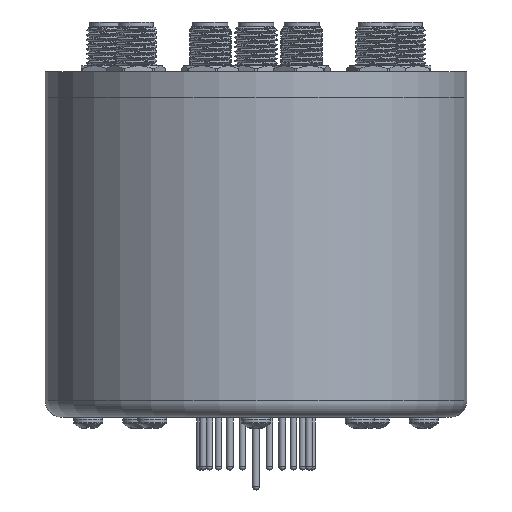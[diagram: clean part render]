
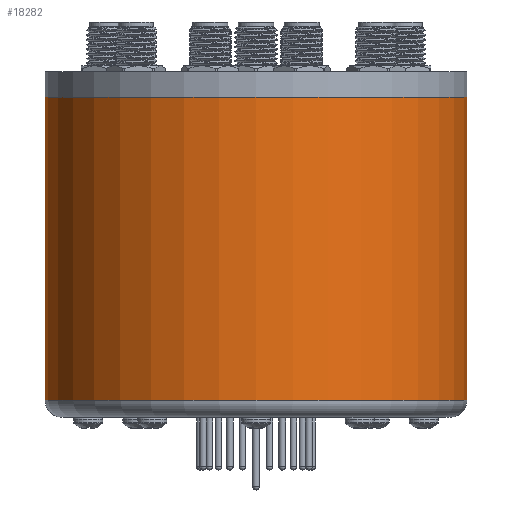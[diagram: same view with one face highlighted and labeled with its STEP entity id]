
A CAD part, front view. The second image highlights one B-rep face of the part: STEP entity #18282.
In plain terms, the highlighted cylindrical face has radius 31.75 mm (diameter 63.5 mm), a full revolution.
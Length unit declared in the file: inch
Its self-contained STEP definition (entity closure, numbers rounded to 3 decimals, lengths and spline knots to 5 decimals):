
#84 = DIRECTION ( 'NONE',  ( -0.783, 0.622, 0. ) ) ;
#189 = CARTESIAN_POINT ( 'NONE',  ( 0.97908, 0.77711, -1.73253 ) ) ;
#649 = DIRECTION ( 'NONE',  ( 0., 0., 1. ) ) ;
#755 = EDGE_CURVE ( 'NONE', #39880, #39880, #12596, .T. ) ;
#1192 = CIRCLE ( 'NONE', #24757, 1.25 ) ;
#1739 = EDGE_CURVE ( 'NONE', #3019, #19836, #1192, .T. ) ;
#2333 = CARTESIAN_POINT ( 'NONE',  ( 0., 0., -2.04724 ) ) ;
#2597 = DIRECTION ( 'NONE',  ( 0., 0., -1. ) ) ;
#3019 = VERTEX_POINT ( 'NONE', #189 ) ;
#5278 = AXIS2_PLACEMENT_3D ( 'NONE', #35264, #31890, #28717 ) ;
#5654 = EDGE_CURVE ( 'NONE', #19836, #17697, #41073, .T. ) ;
#5696 = CIRCLE ( 'NONE', #23226, 1.25 ) ;
#5853 = DIRECTION ( 'NONE',  ( 0., 0., 1. ) ) ;
#7022 = ORIENTED_EDGE ( 'NONE', *, *, #29417, .T. ) ;
#7445 = EDGE_LOOP ( 'NONE', ( #32254 ) ) ;
#11552 = EDGE_CURVE ( 'NONE', #15839, #3019, #25155, .T. ) ;
#12596 = CIRCLE ( 'NONE', #5278, 1.25 ) ;
#12702 = AXIS2_PLACEMENT_3D ( 'NONE', #36317, #35532, #84 ) ;
#12876 = FACE_OUTER_BOUND ( 'NONE', #7445, .T. ) ;
#12894 = DIRECTION ( 'NONE',  ( -0.783, 0.622, 0. ) ) ;
#15557 = CARTESIAN_POINT ( 'NONE',  ( -0.97908, 0.77711, -1.73253 ) ) ;
#15652 = EDGE_CURVE ( 'NONE', #27182, #27182, #5696, .T. ) ;
#15839 = VERTEX_POINT ( 'NONE', #27204 ) ;
#15936 = AXIS2_PLACEMENT_3D ( 'NONE', #2333, #40922, #18355 ) ;
#16740 = CIRCLE ( 'NONE', #12702, 1.25 ) ;
#17697 = VERTEX_POINT ( 'NONE', #34592 ) ;
#18282 = ADVANCED_FACE ( 'NONE', ( #12876, #32088, #21931 ), #38206, .T. ) ;
#18355 = DIRECTION ( 'NONE',  ( 1., 0., 0. ) ) ;
#19836 = VERTEX_POINT ( 'NONE', #33662 ) ;
#21803 = VECTOR ( 'NONE', #2597, 39.37008 ) ;
#21931 = FACE_OUTER_BOUND ( 'NONE', #30746, .T. ) ;
#23226 = AXIS2_PLACEMENT_3D ( 'NONE', #36089, #649, #36305 ) ;
#24484 = ORIENTED_EDGE ( 'NONE', *, *, #15652, .T. ) ;
#24757 = AXIS2_PLACEMENT_3D ( 'NONE', #35481, #25768, #12894 ) ;
#25155 = LINE ( 'NONE', #27916, #21803 ) ;
#25768 = DIRECTION ( 'NONE',  ( 0., 0., 1. ) ) ;
#26531 = ORIENTED_EDGE ( 'NONE', *, *, #1739, .F. ) ;
#27182 = VERTEX_POINT ( 'NONE', #36480 ) ;
#27204 = CARTESIAN_POINT ( 'NONE',  ( 0.97908, 0.77711, -0.52621 ) ) ;
#27916 = CARTESIAN_POINT ( 'NONE',  ( 0.97908, 0.77711, -0.52621 ) ) ;
#28717 = DIRECTION ( 'NONE',  ( -1., 0., 0. ) ) ;
#29417 = EDGE_CURVE ( 'NONE', #15839, #17697, #16740, .T. ) ;
#30746 = EDGE_LOOP ( 'NONE', ( #24484 ) ) ;
#31890 = DIRECTION ( 'NONE',  ( 0., 0., 1. ) ) ;
#32088 = FACE_BOUND ( 'NONE', #40021, .T. ) ;
#32254 = ORIENTED_EDGE ( 'NONE', *, *, #755, .F. ) ;
#33002 = VECTOR ( 'NONE', #5853, 39.37008 ) ;
#33662 = CARTESIAN_POINT ( 'NONE',  ( -0.97908, 0.77711, -1.73253 ) ) ;
#34592 = CARTESIAN_POINT ( 'NONE',  ( -0.97908, 0.77711, -0.52621 ) ) ;
#35264 = CARTESIAN_POINT ( 'NONE',  ( 0., 0., -0.15 ) ) ;
#35481 = CARTESIAN_POINT ( 'NONE',  ( 0., 0., -1.73253 ) ) ;
#35532 = DIRECTION ( 'NONE',  ( 0., 0., 1. ) ) ;
#36089 = CARTESIAN_POINT ( 'NONE',  ( 0., 0., -1.94724 ) ) ;
#36305 = DIRECTION ( 'NONE',  ( 1., 0., 0. ) ) ;
#36317 = CARTESIAN_POINT ( 'NONE',  ( 0., 0., -0.52621 ) ) ;
#36480 = CARTESIAN_POINT ( 'NONE',  ( 1.25, 0., -1.94724 ) ) ;
#37531 = ORIENTED_EDGE ( 'NONE', *, *, #5654, .F. ) ;
#38206 = CYLINDRICAL_SURFACE ( 'NONE', #15936, 1.25 ) ;
#39880 = VERTEX_POINT ( 'NONE', #40493 ) ;
#40021 = EDGE_LOOP ( 'NONE', ( #37531, #26531, #41397, #7022 ) ) ;
#40493 = CARTESIAN_POINT ( 'NONE',  ( -1.25, 0., -0.15 ) ) ;
#40922 = DIRECTION ( 'NONE',  ( 0., 0., 1. ) ) ;
#41073 = LINE ( 'NONE', #15557, #33002 ) ;
#41397 = ORIENTED_EDGE ( 'NONE', *, *, #11552, .F. ) ;
